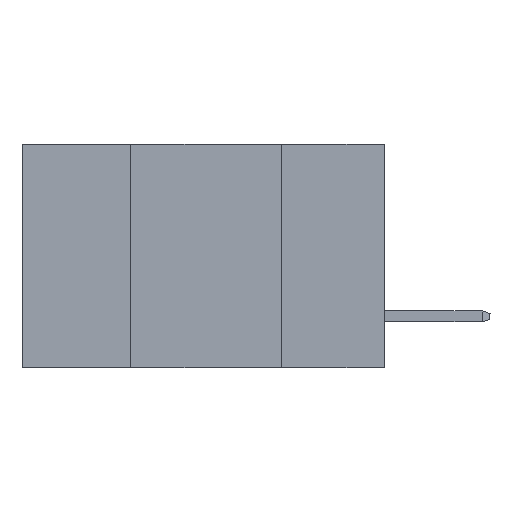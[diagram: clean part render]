
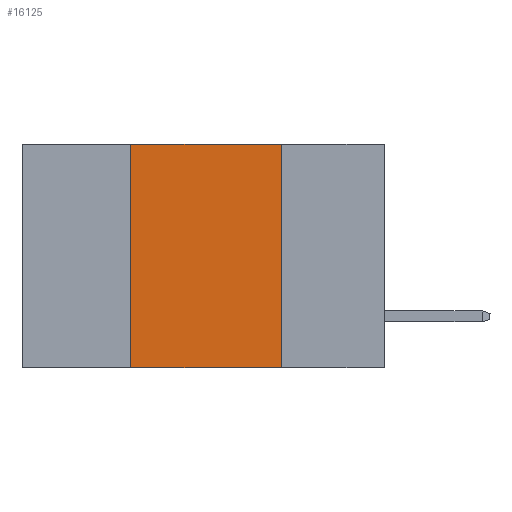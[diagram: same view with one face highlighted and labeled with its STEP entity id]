
A CAD part, left-side view. The second image highlights one B-rep face of the part: STEP entity #16125.
In plain terms, the highlighted planar face has unit normal (-1, 0, 0).
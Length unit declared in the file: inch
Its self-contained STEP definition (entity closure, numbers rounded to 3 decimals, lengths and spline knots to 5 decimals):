
#381 = LINE ( 'NONE', #19307, #12206 ) ;
#1370 = DIRECTION ( 'NONE',  ( 0., 0., 1. ) ) ;
#1460 = CARTESIAN_POINT ( 'NONE',  ( 0., 0.6, 0. ) ) ;
#2551 = ORIENTED_EDGE ( 'NONE', *, *, #4914, .T. ) ;
#3058 = DIRECTION ( 'NONE',  ( 1., 0., 0. ) ) ;
#3712 = DIRECTION ( 'NONE',  ( 0., 0., -1. ) ) ;
#3732 = CARTESIAN_POINT ( 'NONE',  ( 0., 0.6, -0.37 ) ) ;
#4914 = EDGE_CURVE ( 'NONE', #16930, #6393, #15910, .T. ) ;
#5238 = DIRECTION ( 'NONE',  ( 0., -1., 0. ) ) ;
#5316 = AXIS2_PLACEMENT_3D ( 'NONE', #8212, #3058, #9928 ) ;
#5507 = CARTESIAN_POINT ( 'NONE',  ( 0., 0.17, 0. ) ) ;
#5620 = EDGE_CURVE ( 'NONE', #6813, #8802, #10394, .T. ) ;
#6162 = PLANE ( 'NONE',  #5316 ) ;
#6393 = VERTEX_POINT ( 'NONE', #12683 ) ;
#6813 = VERTEX_POINT ( 'NONE', #11257 ) ;
#8212 = CARTESIAN_POINT ( 'NONE',  ( 0., 0.6, 0. ) ) ;
#8802 = VERTEX_POINT ( 'NONE', #5507 ) ;
#9285 = VECTOR ( 'NONE', #1370, 39.37008 ) ;
#9928 = DIRECTION ( 'NONE',  ( 0., 0., -1. ) ) ;
#10394 = LINE ( 'NONE', #1460, #13118 ) ;
#10697 = DIRECTION ( 'NONE',  ( 0., -1., 0. ) ) ;
#11257 = CARTESIAN_POINT ( 'NONE',  ( 0., 0.42, 0. ) ) ;
#11666 = VECTOR ( 'NONE', #10697, 39.37008 ) ;
#12206 = VECTOR ( 'NONE', #3712, 39.37008 ) ;
#12683 = CARTESIAN_POINT ( 'NONE',  ( 0., 0.17, -0.37 ) ) ;
#13093 = EDGE_CURVE ( 'NONE', #8802, #6393, #381, .T. ) ;
#13118 = VECTOR ( 'NONE', #5238, 39.37008 ) ;
#13519 = ORIENTED_EDGE ( 'NONE', *, *, #13093, .F. ) ;
#13522 = ORIENTED_EDGE ( 'NONE', *, *, #5620, .F. ) ;
#13575 = ORIENTED_EDGE ( 'NONE', *, *, #19394, .F. ) ;
#15034 = FACE_OUTER_BOUND ( 'NONE', #15552, .T. ) ;
#15552 = EDGE_LOOP ( 'NONE', ( #13519, #13522, #13575, #2551 ) ) ;
#15910 = LINE ( 'NONE', #3732, #11666 ) ;
#16125 = ADVANCED_FACE ( 'NONE', ( #15034 ), #6162, .F. ) ;
#16793 = CARTESIAN_POINT ( 'NONE',  ( 0., 0.42, -0.37 ) ) ;
#16930 = VERTEX_POINT ( 'NONE', #16793 ) ;
#16990 = LINE ( 'NONE', #17207, #9285 ) ;
#17207 = CARTESIAN_POINT ( 'NONE',  ( 0., 0.42, -0.37 ) ) ;
#19307 = CARTESIAN_POINT ( 'NONE',  ( 0., 0.17, -0.37 ) ) ;
#19394 = EDGE_CURVE ( 'NONE', #16930, #6813, #16990, .T. ) ;
